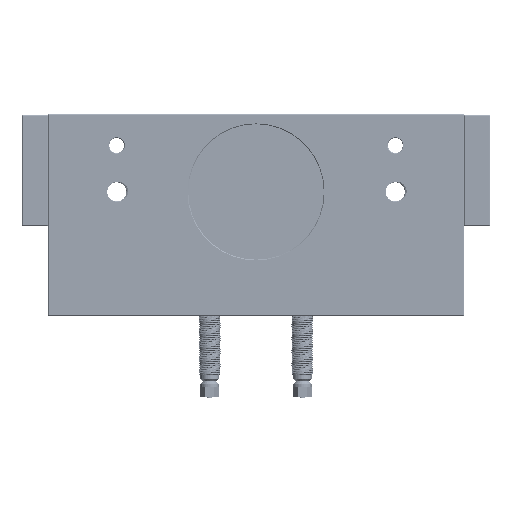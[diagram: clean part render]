
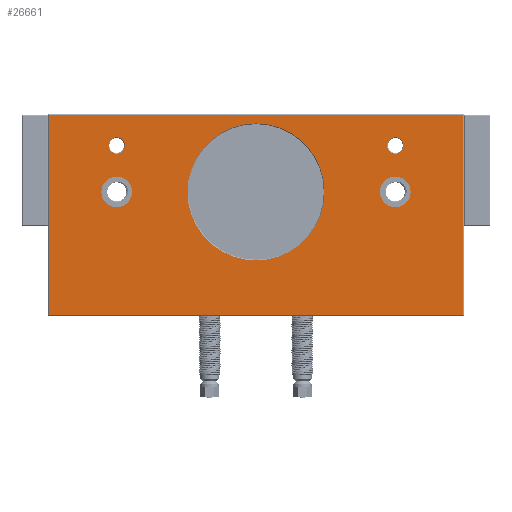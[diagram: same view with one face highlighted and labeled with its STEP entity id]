
A CAD part, front view. The second image highlights one B-rep face of the part: STEP entity #26661.
In plain terms, the highlighted planar face has unit normal (0, -1, 0).
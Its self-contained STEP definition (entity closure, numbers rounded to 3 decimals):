
#215=FACE_BOUND('',#2588,.T.);
#216=FACE_BOUND('',#2589,.T.);
#217=FACE_BOUND('',#2590,.T.);
#218=FACE_BOUND('',#2591,.T.);
#219=FACE_BOUND('',#2592,.T.);
#516=PLANE('',#28372);
#1033=FACE_OUTER_BOUND('',#2587,.T.);
#2587=EDGE_LOOP('',(#18214,#18215,#18216,#18217));
#2588=EDGE_LOOP('',(#18218));
#2589=EDGE_LOOP('',(#18219));
#2590=EDGE_LOOP('',(#18220));
#2591=EDGE_LOOP('',(#18221));
#2592=EDGE_LOOP('',(#18222));
#3897=CIRCLE('',#28373,4.4);
#3898=CIRCLE('',#28374,36.9);
#3899=CIRCLE('',#28375,4.4);
#3900=CIRCLE('',#28376,8.25);
#3901=CIRCLE('',#28377,8.25);
#7098=LINE('',#57675,#8427);
#7116=LINE('',#57707,#8445);
#7121=LINE('',#57714,#8450);
#7123=LINE('',#57717,#8452);
#8427=VECTOR('',#30782,10.);
#8445=VECTOR('',#30816,10.);
#8450=VECTOR('',#30825,10.);
#8452=VECTOR('',#30829,10.);
#10102=VERTEX_POINT('',#57630);
#10104=VERTEX_POINT('',#57635);
#10106=VERTEX_POINT('',#57641);
#10115=VERTEX_POINT('',#57668);
#10129=VERTEX_POINT('',#58117);
#10130=VERTEX_POINT('',#58119);
#10131=VERTEX_POINT('',#58121);
#10132=VERTEX_POINT('',#58123);
#10133=VERTEX_POINT('',#58125);
#13243=EDGE_CURVE('',#10115,#10104,#7098,.T.);
#13261=EDGE_CURVE('',#10106,#10115,#7116,.T.);
#13266=EDGE_CURVE('',#10102,#10106,#7121,.T.);
#13268=EDGE_CURVE('',#10104,#10102,#7123,.T.);
#13278=EDGE_CURVE('',#10129,#10129,#3897,.T.);
#13279=EDGE_CURVE('',#10130,#10130,#3898,.T.);
#13280=EDGE_CURVE('',#10131,#10131,#3899,.T.);
#13281=EDGE_CURVE('',#10132,#10132,#3900,.T.);
#13282=EDGE_CURVE('',#10133,#10133,#3901,.T.);
#18214=ORIENTED_EDGE('',*,*,#13243,.F.);
#18215=ORIENTED_EDGE('',*,*,#13261,.F.);
#18216=ORIENTED_EDGE('',*,*,#13266,.F.);
#18217=ORIENTED_EDGE('',*,*,#13268,.F.);
#18218=ORIENTED_EDGE('',*,*,#13278,.F.);
#18219=ORIENTED_EDGE('',*,*,#13279,.F.);
#18220=ORIENTED_EDGE('',*,*,#13280,.F.);
#18221=ORIENTED_EDGE('',*,*,#13281,.T.);
#18222=ORIENTED_EDGE('',*,*,#13282,.T.);
#26661=ADVANCED_FACE('',(#1033,#215,#216,#217,#218,#219),#516,.T.);
#28372=AXIS2_PLACEMENT_3D('',#58116,#30846,#30847);
#28373=AXIS2_PLACEMENT_3D('',#58118,#30848,#30849);
#28374=AXIS2_PLACEMENT_3D('',#58120,#30850,#30851);
#28375=AXIS2_PLACEMENT_3D('',#58122,#30852,#30853);
#28376=AXIS2_PLACEMENT_3D('',#58124,#30854,#30855);
#28377=AXIS2_PLACEMENT_3D('',#58126,#30856,#30857);
#30782=DIRECTION('',(-1.,0.,0.));
#30816=DIRECTION('',(0.,0.,-1.));
#30825=DIRECTION('',(1.,0.,0.));
#30829=DIRECTION('',(0.,0.,1.));
#30846=DIRECTION('center_axis',(0.,-1.,0.));
#30847=DIRECTION('ref_axis',(1.,0.,0.));
#30848=DIRECTION('center_axis',(0.,-1.,0.));
#30849=DIRECTION('ref_axis',(-1.,0.,0.));
#30850=DIRECTION('center_axis',(0.,-1.,0.));
#30851=DIRECTION('ref_axis',(-1.,0.,0.));
#30852=DIRECTION('center_axis',(0.,-1.,0.));
#30853=DIRECTION('ref_axis',(-1.,0.,0.));
#30854=DIRECTION('center_axis',(0.,1.,0.));
#30855=DIRECTION('ref_axis',(1.,0.,0.));
#30856=DIRECTION('center_axis',(0.,1.,0.));
#30857=DIRECTION('ref_axis',(1.,0.,0.));
#57630=CARTESIAN_POINT('',(0.5,0.,108.5));
#57635=CARTESIAN_POINT('',(0.5,0.,0.5));
#57641=CARTESIAN_POINT('',(223.5,0.,108.5));
#57668=CARTESIAN_POINT('',(223.5,0.,0.5));
#57675=CARTESIAN_POINT('',(56.,0.,0.5));
#57707=CARTESIAN_POINT('',(223.5,0.,0.));
#57714=CARTESIAN_POINT('',(56.,0.,108.5));
#57717=CARTESIAN_POINT('',(0.5,0.,0.));
#58116=CARTESIAN_POINT('Origin',(0.,0.,0.));
#58117=CARTESIAN_POINT('',(191.4,0.,92.));
#58118=CARTESIAN_POINT('Origin',(187.,0.,92.));
#58119=CARTESIAN_POINT('',(148.9,0.,67.));
#58120=CARTESIAN_POINT('Origin',(112.,0.,67.));
#58121=CARTESIAN_POINT('',(41.4,0.,92.));
#58122=CARTESIAN_POINT('Origin',(37.,0.,92.));
#58123=CARTESIAN_POINT('',(178.75,0.,67.));
#58124=CARTESIAN_POINT('Origin',(187.,0.,67.));
#58125=CARTESIAN_POINT('',(28.75,0.,67.));
#58126=CARTESIAN_POINT('Origin',(37.,0.,67.));
